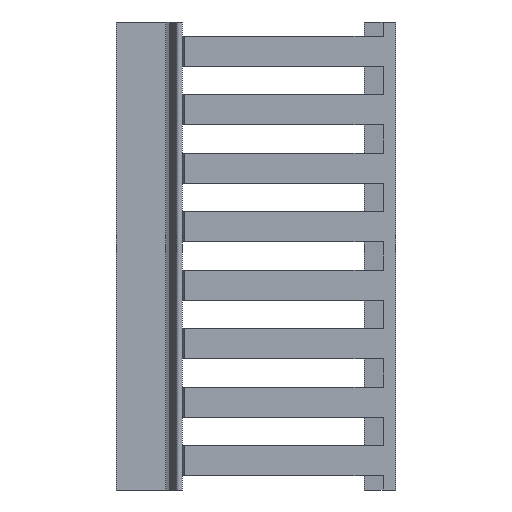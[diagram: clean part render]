
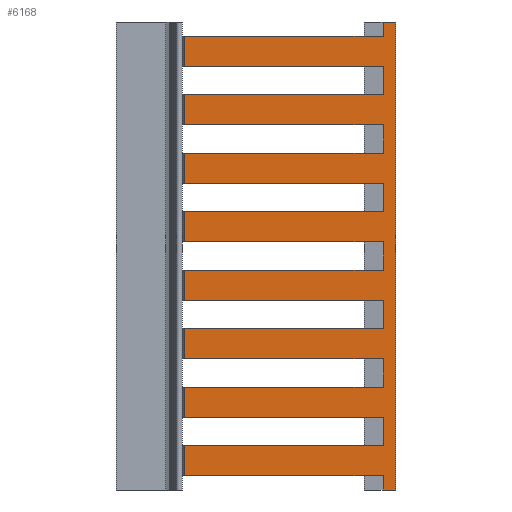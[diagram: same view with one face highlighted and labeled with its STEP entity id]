
A CAD part, left-side view. The second image highlights one B-rep face of the part: STEP entity #6168.
In plain terms, the highlighted planar face has unit normal (-1, 0, 0).
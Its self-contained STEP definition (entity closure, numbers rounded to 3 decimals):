
#490=DIRECTION('',(0.,0.,1.));
#491=VECTOR('',#490,6.5);
#492=CARTESIAN_POINT('',(-50.,45.1,-47.));
#493=LINE('',#492,#491);
#494=DIRECTION('',(0.,0.,1.));
#495=VECTOR('',#494,6.5);
#496=CARTESIAN_POINT('',(-50.,45.1,-34.5));
#497=LINE('',#496,#495);
#498=DIRECTION('',(0.,0.,1.));
#499=VECTOR('',#498,6.5);
#500=CARTESIAN_POINT('',(-50.,45.1,-22.));
#501=LINE('',#500,#499);
#502=DIRECTION('',(0.,0.,1.));
#503=VECTOR('',#502,6.5);
#504=CARTESIAN_POINT('',(-50.,45.1,-9.5));
#505=LINE('',#504,#503);
#506=DIRECTION('',(0.,0.,1.));
#507=VECTOR('',#506,6.5);
#508=CARTESIAN_POINT('',(-50.,45.1,3.));
#509=LINE('',#508,#507);
#510=DIRECTION('',(0.,0.,1.));
#511=VECTOR('',#510,6.5);
#512=CARTESIAN_POINT('',(-50.,45.1,15.5));
#513=LINE('',#512,#511);
#514=DIRECTION('',(0.,0.,1.));
#515=VECTOR('',#514,6.5);
#516=CARTESIAN_POINT('',(-50.,45.1,28.));
#517=LINE('',#516,#515);
#518=DIRECTION('',(0.,0.,1.));
#519=VECTOR('',#518,6.5);
#520=CARTESIAN_POINT('',(-50.,45.1,40.5));
#521=LINE('',#520,#519);
#522=DIRECTION('',(0.,0.,-1.));
#523=VECTOR('',#522,100.);
#524=CARTESIAN_POINT('',(-50.,0.,50.));
#525=LINE('',#524,#523);
#538=DIRECTION('',(0.,0.,-1.));
#539=VECTOR('',#538,3.);
#540=CARTESIAN_POINT('',(-50.,2.7,50.));
#541=LINE('',#540,#539);
#550=DIRECTION('',(0.,0.,-1.));
#551=VECTOR('',#550,6.);
#552=CARTESIAN_POINT('',(-50.,2.7,40.5));
#553=LINE('',#552,#551);
#562=DIRECTION('',(0.,0.,-1.));
#563=VECTOR('',#562,6.);
#564=CARTESIAN_POINT('',(-50.,2.7,28.));
#565=LINE('',#564,#563);
#574=DIRECTION('',(0.,0.,-1.));
#575=VECTOR('',#574,6.);
#576=CARTESIAN_POINT('',(-50.,2.7,15.5));
#577=LINE('',#576,#575);
#586=DIRECTION('',(0.,0.,-1.));
#587=VECTOR('',#586,6.);
#588=CARTESIAN_POINT('',(-50.,2.7,3.));
#589=LINE('',#588,#587);
#598=DIRECTION('',(0.,0.,-1.));
#599=VECTOR('',#598,6.);
#600=CARTESIAN_POINT('',(-50.,2.7,-9.5));
#601=LINE('',#600,#599);
#610=DIRECTION('',(0.,0.,-1.));
#611=VECTOR('',#610,6.);
#612=CARTESIAN_POINT('',(-50.,2.7,-22.));
#613=LINE('',#612,#611);
#622=DIRECTION('',(0.,0.,-1.));
#623=VECTOR('',#622,6.);
#624=CARTESIAN_POINT('',(-50.,2.7,-34.5));
#625=LINE('',#624,#623);
#634=DIRECTION('',(0.,0.,-1.));
#635=VECTOR('',#634,3.);
#636=CARTESIAN_POINT('',(-50.,2.7,-47.));
#637=LINE('',#636,#635);
#638=DIRECTION('',(0.,1.,0.));
#639=VECTOR('',#638,2.7);
#640=CARTESIAN_POINT('',(-50.,0.,-50.));
#641=LINE('',#640,#639);
#726=DIRECTION('',(0.,1.,0.));
#727=VECTOR('',#726,2.7);
#728=CARTESIAN_POINT('',(-50.,0.,50.));
#729=LINE('',#728,#727);
#1310=DIRECTION('',(0.,1.,0.));
#1311=VECTOR('',#1310,42.4);
#1312=CARTESIAN_POINT('',(-50.,2.7,47.));
#1313=LINE('',#1312,#1311);
#1390=DIRECTION('',(0.,-1.,0.));
#1391=VECTOR('',#1390,42.4);
#1392=CARTESIAN_POINT('',(-50.,45.1,-47.));
#1393=LINE('',#1392,#1391);
#1510=DIRECTION('',(0.,1.,0.));
#1511=VECTOR('',#1510,42.4);
#1512=CARTESIAN_POINT('',(-50.,2.7,-40.5));
#1513=LINE('',#1512,#1511);
#2372=DIRECTION('',(0.,-1.,0.));
#2373=VECTOR('',#2372,42.4);
#2374=CARTESIAN_POINT('',(-50.,45.1,-34.5));
#2375=LINE('',#2374,#2373);
#2866=DIRECTION('',(0.,-1.,0.));
#2867=VECTOR('',#2866,42.4);
#2868=CARTESIAN_POINT('',(-50.,45.1,40.5));
#2869=LINE('',#2868,#2867);
#2986=DIRECTION('',(0.,1.,0.));
#2987=VECTOR('',#2986,42.4);
#2988=CARTESIAN_POINT('',(-50.,2.7,-28.));
#2989=LINE('',#2988,#2987);
#3394=DIRECTION('',(0.,1.,0.));
#3395=VECTOR('',#3394,42.4);
#3396=CARTESIAN_POINT('',(-50.,2.7,-15.5));
#3397=LINE('',#3396,#3395);
#3620=DIRECTION('',(0.,-1.,0.));
#3621=VECTOR('',#3620,42.4);
#3622=CARTESIAN_POINT('',(-50.,45.1,-22.));
#3623=LINE('',#3622,#3621);
#3706=DIRECTION('',(0.,-1.,0.));
#3707=VECTOR('',#3706,42.4);
#3708=CARTESIAN_POINT('',(-50.,45.1,-9.5));
#3709=LINE('',#3708,#3707);
#3780=DIRECTION('',(0.,1.,0.));
#3781=VECTOR('',#3780,42.4);
#3782=CARTESIAN_POINT('',(-50.,2.7,-3.));
#3783=LINE('',#3782,#3781);
#3878=DIRECTION('',(0.,-1.,0.));
#3879=VECTOR('',#3878,42.4);
#3880=CARTESIAN_POINT('',(-50.,45.1,3.));
#3881=LINE('',#3880,#3879);
#3952=DIRECTION('',(0.,1.,0.));
#3953=VECTOR('',#3952,42.4);
#3954=CARTESIAN_POINT('',(-50.,2.7,9.5));
#3955=LINE('',#3954,#3953);
#4050=DIRECTION('',(0.,-1.,0.));
#4051=VECTOR('',#4050,42.4);
#4052=CARTESIAN_POINT('',(-50.,45.1,15.5));
#4053=LINE('',#4052,#4051);
#4124=DIRECTION('',(0.,1.,0.));
#4125=VECTOR('',#4124,42.4);
#4126=CARTESIAN_POINT('',(-50.,2.7,22.));
#4127=LINE('',#4126,#4125);
#4222=DIRECTION('',(0.,-1.,0.));
#4223=VECTOR('',#4222,42.4);
#4224=CARTESIAN_POINT('',(-50.,45.1,28.));
#4225=LINE('',#4224,#4223);
#4296=DIRECTION('',(0.,1.,0.));
#4297=VECTOR('',#4296,42.4);
#4298=CARTESIAN_POINT('',(-50.,2.7,34.5));
#4299=LINE('',#4298,#4297);
#4906=CARTESIAN_POINT('',(-50.,45.1,40.5));
#4907=CARTESIAN_POINT('',(-50.,45.1,47.));
#4908=VERTEX_POINT('',#4906);
#4909=VERTEX_POINT('',#4907);
#4910=CARTESIAN_POINT('',(-50.,45.1,28.));
#4911=CARTESIAN_POINT('',(-50.,45.1,34.5));
#4912=VERTEX_POINT('',#4910);
#4913=VERTEX_POINT('',#4911);
#4914=CARTESIAN_POINT('',(-50.,45.1,15.5));
#4915=CARTESIAN_POINT('',(-50.,45.1,22.));
#4916=VERTEX_POINT('',#4914);
#4917=VERTEX_POINT('',#4915);
#4918=CARTESIAN_POINT('',(-50.,45.1,3.));
#4919=CARTESIAN_POINT('',(-50.,45.1,9.5));
#4920=VERTEX_POINT('',#4918);
#4921=VERTEX_POINT('',#4919);
#4922=CARTESIAN_POINT('',(-50.,45.1,-9.5));
#4923=CARTESIAN_POINT('',(-50.,45.1,-3.));
#4924=VERTEX_POINT('',#4922);
#4925=VERTEX_POINT('',#4923);
#4926=CARTESIAN_POINT('',(-50.,45.1,-22.));
#4927=CARTESIAN_POINT('',(-50.,45.1,-15.5));
#4928=VERTEX_POINT('',#4926);
#4929=VERTEX_POINT('',#4927);
#4930=CARTESIAN_POINT('',(-50.,45.1,-34.5));
#4931=CARTESIAN_POINT('',(-50.,45.1,-28.));
#4932=VERTEX_POINT('',#4930);
#4933=VERTEX_POINT('',#4931);
#4934=CARTESIAN_POINT('',(-50.,45.1,-47.));
#4935=CARTESIAN_POINT('',(-50.,45.1,-40.5));
#4936=VERTEX_POINT('',#4934);
#4937=VERTEX_POINT('',#4935);
#5866=CARTESIAN_POINT('',(-50.,0.,50.));
#5867=CARTESIAN_POINT('',(-50.,2.7,50.));
#5868=VERTEX_POINT('',#5866);
#5869=VERTEX_POINT('',#5867);
#5872=CARTESIAN_POINT('',(-50.,2.7,47.));
#5873=VERTEX_POINT('',#5872);
#5874=CARTESIAN_POINT('',(-50.,2.7,40.5));
#5875=VERTEX_POINT('',#5874);
#5876=CARTESIAN_POINT('',(-50.,2.7,34.5));
#5877=VERTEX_POINT('',#5876);
#5878=CARTESIAN_POINT('',(-50.,2.7,28.));
#5879=VERTEX_POINT('',#5878);
#5880=CARTESIAN_POINT('',(-50.,2.7,22.));
#5881=VERTEX_POINT('',#5880);
#5882=CARTESIAN_POINT('',(-50.,2.7,15.5));
#5883=VERTEX_POINT('',#5882);
#5884=CARTESIAN_POINT('',(-50.,2.7,9.5));
#5885=VERTEX_POINT('',#5884);
#5886=CARTESIAN_POINT('',(-50.,2.7,3.));
#5887=VERTEX_POINT('',#5886);
#5888=CARTESIAN_POINT('',(-50.,2.7,-3.));
#5889=VERTEX_POINT('',#5888);
#5890=CARTESIAN_POINT('',(-50.,2.7,-9.5));
#5891=VERTEX_POINT('',#5890);
#5892=CARTESIAN_POINT('',(-50.,2.7,-15.5));
#5893=VERTEX_POINT('',#5892);
#5894=CARTESIAN_POINT('',(-50.,2.7,-22.));
#5895=VERTEX_POINT('',#5894);
#5896=CARTESIAN_POINT('',(-50.,2.7,-28.));
#5897=VERTEX_POINT('',#5896);
#5898=CARTESIAN_POINT('',(-50.,2.7,-34.5));
#5899=VERTEX_POINT('',#5898);
#5900=CARTESIAN_POINT('',(-50.,2.7,-40.5));
#5901=VERTEX_POINT('',#5900);
#5902=CARTESIAN_POINT('',(-50.,0.,-50.));
#5903=CARTESIAN_POINT('',(-50.,2.7,-50.));
#5904=VERTEX_POINT('',#5902);
#5905=VERTEX_POINT('',#5903);
#5908=CARTESIAN_POINT('',(-50.,2.7,-47.));
#5909=VERTEX_POINT('',#5908);
#6090=CARTESIAN_POINT('',(-50.,42.7,-50.));
#6091=DIRECTION('',(-1.,0.,0.));
#6092=DIRECTION('',(0.,-1.,0.));
#6093=AXIS2_PLACEMENT_3D('',#6090,#6091,#6092);
#6094=PLANE('',#6093);
#6096=ORIENTED_EDGE('',*,*,#6095,.F.);
#6098=ORIENTED_EDGE('',*,*,#6097,.F.);
#6100=ORIENTED_EDGE('',*,*,#6099,.T.);
#6102=ORIENTED_EDGE('',*,*,#6101,.F.);
#6104=ORIENTED_EDGE('',*,*,#6103,.F.);
#6106=ORIENTED_EDGE('',*,*,#6105,.F.);
#6108=ORIENTED_EDGE('',*,*,#6107,.T.);
#6110=ORIENTED_EDGE('',*,*,#6109,.F.);
#6112=ORIENTED_EDGE('',*,*,#6111,.F.);
#6114=ORIENTED_EDGE('',*,*,#6113,.F.);
#6116=ORIENTED_EDGE('',*,*,#6115,.T.);
#6118=ORIENTED_EDGE('',*,*,#6117,.F.);
#6120=ORIENTED_EDGE('',*,*,#6119,.F.);
#6122=ORIENTED_EDGE('',*,*,#6121,.F.);
#6124=ORIENTED_EDGE('',*,*,#6123,.T.);
#6126=ORIENTED_EDGE('',*,*,#6125,.F.);
#6128=ORIENTED_EDGE('',*,*,#6127,.F.);
#6130=ORIENTED_EDGE('',*,*,#6129,.F.);
#6132=ORIENTED_EDGE('',*,*,#6131,.T.);
#6134=ORIENTED_EDGE('',*,*,#6133,.F.);
#6136=ORIENTED_EDGE('',*,*,#6135,.F.);
#6138=ORIENTED_EDGE('',*,*,#6137,.F.);
#6140=ORIENTED_EDGE('',*,*,#6139,.T.);
#6142=ORIENTED_EDGE('',*,*,#6141,.F.);
#6144=ORIENTED_EDGE('',*,*,#6143,.F.);
#6146=ORIENTED_EDGE('',*,*,#6145,.F.);
#6148=ORIENTED_EDGE('',*,*,#6147,.T.);
#6150=ORIENTED_EDGE('',*,*,#6149,.F.);
#6152=ORIENTED_EDGE('',*,*,#6151,.F.);
#6154=ORIENTED_EDGE('',*,*,#6153,.F.);
#6156=ORIENTED_EDGE('',*,*,#6155,.T.);
#6158=ORIENTED_EDGE('',*,*,#6157,.F.);
#6160=ORIENTED_EDGE('',*,*,#6159,.F.);
#6162=ORIENTED_EDGE('',*,*,#6161,.F.);
#6163=ORIENTED_EDGE('',*,*,#5955,.T.);
#6165=ORIENTED_EDGE('',*,*,#6164,.T.);
#6166=EDGE_LOOP('',(#6096,#6098,#6100,#6102,#6104,#6106,#6108,#6110,#6112,#6114,
#6116,#6118,#6120,#6122,#6124,#6126,#6128,#6130,#6132,#6134,#6136,#6138,#6140,
#6142,#6144,#6146,#6148,#6150,#6152,#6154,#6156,#6158,#6160,#6162,#6163,#6165));
#6167=FACE_OUTER_BOUND('',#6166,.F.);
#5955=EDGE_CURVE('',#5868,#5904,#525,.T.);
#6095=EDGE_CURVE('',#5909,#5905,#637,.T.);
#6097=EDGE_CURVE('',#4936,#5909,#1393,.T.);
#6099=EDGE_CURVE('',#4936,#4937,#493,.T.);
#6101=EDGE_CURVE('',#5901,#4937,#1513,.T.);
#6103=EDGE_CURVE('',#5899,#5901,#625,.T.);
#6105=EDGE_CURVE('',#4932,#5899,#2375,.T.);
#6107=EDGE_CURVE('',#4932,#4933,#497,.T.);
#6109=EDGE_CURVE('',#5897,#4933,#2989,.T.);
#6111=EDGE_CURVE('',#5895,#5897,#613,.T.);
#6113=EDGE_CURVE('',#4928,#5895,#3623,.T.);
#6115=EDGE_CURVE('',#4928,#4929,#501,.T.);
#6117=EDGE_CURVE('',#5893,#4929,#3397,.T.);
#6119=EDGE_CURVE('',#5891,#5893,#601,.T.);
#6121=EDGE_CURVE('',#4924,#5891,#3709,.T.);
#6123=EDGE_CURVE('',#4924,#4925,#505,.T.);
#6125=EDGE_CURVE('',#5889,#4925,#3783,.T.);
#6127=EDGE_CURVE('',#5887,#5889,#589,.T.);
#6129=EDGE_CURVE('',#4920,#5887,#3881,.T.);
#6131=EDGE_CURVE('',#4920,#4921,#509,.T.);
#6133=EDGE_CURVE('',#5885,#4921,#3955,.T.);
#6135=EDGE_CURVE('',#5883,#5885,#577,.T.);
#6137=EDGE_CURVE('',#4916,#5883,#4053,.T.);
#6139=EDGE_CURVE('',#4916,#4917,#513,.T.);
#6141=EDGE_CURVE('',#5881,#4917,#4127,.T.);
#6143=EDGE_CURVE('',#5879,#5881,#565,.T.);
#6145=EDGE_CURVE('',#4912,#5879,#4225,.T.);
#6147=EDGE_CURVE('',#4912,#4913,#517,.T.);
#6149=EDGE_CURVE('',#5877,#4913,#4299,.T.);
#6151=EDGE_CURVE('',#5875,#5877,#553,.T.);
#6153=EDGE_CURVE('',#4908,#5875,#2869,.T.);
#6155=EDGE_CURVE('',#4908,#4909,#521,.T.);
#6157=EDGE_CURVE('',#5873,#4909,#1313,.T.);
#6159=EDGE_CURVE('',#5869,#5873,#541,.T.);
#6161=EDGE_CURVE('',#5868,#5869,#729,.T.);
#6164=EDGE_CURVE('',#5904,#5905,#641,.T.);
#6168=ADVANCED_FACE('',(#6167),#6094,.T.);
